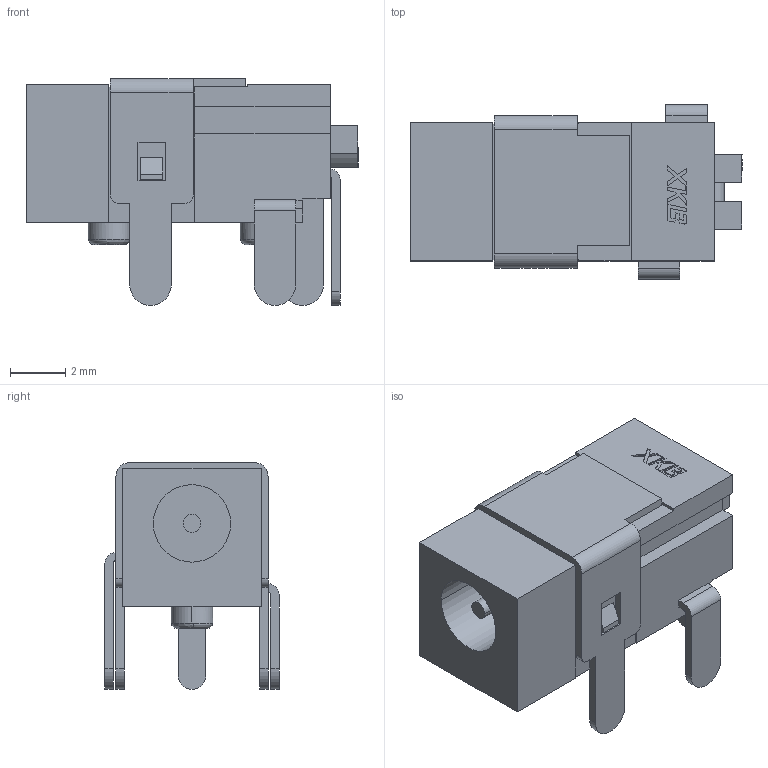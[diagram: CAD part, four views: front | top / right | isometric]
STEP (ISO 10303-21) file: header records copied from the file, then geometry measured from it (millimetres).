
FILE_DESCRIPTION (( 'STEP AP214' ), '1' );
FILE_NAME ('DC-IN-TH_DC-011A.STEP', '2022-03-31T13:05:08', ( '' ), ( '' ), 'SwSTEP 2.0', 'SolidWorks 2020', '' );
FILE_SCHEMA (( 'AUTOMOTIVE_DESIGN' ));
Length unit declared in the file: millimetre
Products named in the file (1): DC-IN-TH_DC-011A
Bounding box: 12 x 6.3 x 8.2 mm (x, y, z)
Volume: 249.6 mm3; surface area: 486.9 mm2
Topology: 1 solids, 1 shells, 260 faces, 719 edges, 478 vertices
Faces by surface type: plane 211, cylinder 31, bspline 18
Entity records: 11240 total; most frequent: CARTESIAN_POINT 2388, ORIENTED_EDGE 1438, DIRECTION 1239, EDGE_CURVE 719, VECTOR 613, LINE 613, VERTEX_POINT 478, AXIS2_PLACEMENT_3D 313
